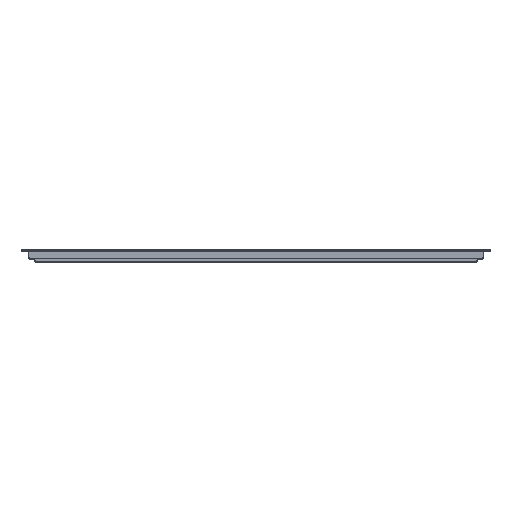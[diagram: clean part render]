
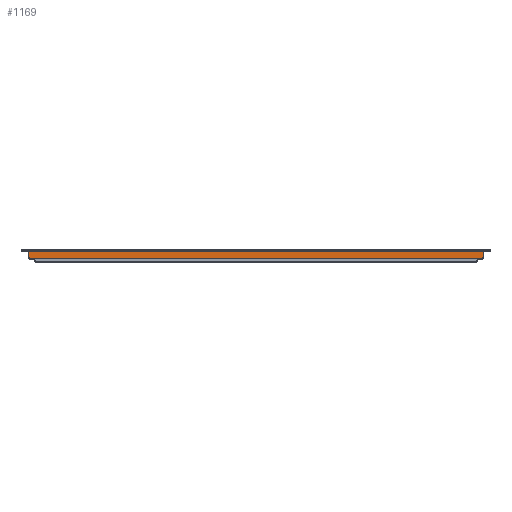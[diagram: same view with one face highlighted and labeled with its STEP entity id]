
A CAD part, top view. The second image highlights one B-rep face of the part: STEP entity #1169.
In plain terms, the highlighted planar face has unit normal (0, 0, 1).
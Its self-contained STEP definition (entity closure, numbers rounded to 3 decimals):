
#9 = DIRECTION ( 'NONE',  ( -1., 0., 0. ) ) ;
#97 = VERTEX_POINT ( 'NONE', #374 ) ;
#124 = AXIS2_PLACEMENT_3D ( 'NONE', #3445, #976, #2086 ) ;
#196 = ORIENTED_EDGE ( 'NONE', *, *, #318, .T. ) ;
#275 = CARTESIAN_POINT ( 'NONE',  ( 0., -3., 47.45 ) ) ;
#295 = VERTEX_POINT ( 'NONE', #1256 ) ;
#318 = EDGE_CURVE ( 'NONE', #295, #1031, #2044, .T. ) ;
#328 = EDGE_LOOP ( 'NONE', ( #612, #2075, #1683, #196, #1950, #1718 ) ) ;
#374 = CARTESIAN_POINT ( 'NONE',  ( -378.25, -10., 47.45 ) ) ;
#430 = DIRECTION ( 'NONE',  ( 0., 0., 1. ) ) ;
#492 = CARTESIAN_POINT ( 'NONE',  ( -378.25, -1.5, 47.45 ) ) ;
#612 = ORIENTED_EDGE ( 'NONE', *, *, #988, .F. ) ;
#663 = VECTOR ( 'NONE', #2616, 1000. ) ;
#676 = DIRECTION ( 'NONE',  ( 0., -1., 0. ) ) ;
#730 = DIRECTION ( 'NONE',  ( -1., 0., 0. ) ) ;
#976 = DIRECTION ( 'NONE',  ( 0., 0., 1. ) ) ;
#988 = EDGE_CURVE ( 'NONE', #97, #3072, #1881, .T. ) ;
#1031 = VERTEX_POINT ( 'NONE', #1981 ) ;
#1169 = ADVANCED_FACE ( 'NONE', ( #2868 ), #3491, .T. ) ;
#1256 = CARTESIAN_POINT ( 'NONE',  ( 373.25, -15., 47.45 ) ) ;
#1415 = AXIS2_PLACEMENT_3D ( 'NONE', #2588, #2378, #1822 ) ;
#1426 = CARTESIAN_POINT ( 'NONE',  ( 378.25, -15., 47.45 ) ) ;
#1560 = CARTESIAN_POINT ( 'NONE',  ( 378.25, -3., 47.45 ) ) ;
#1583 = CARTESIAN_POINT ( 'NONE',  ( -378.25, -3., 47.45 ) ) ;
#1607 = DIRECTION ( 'NONE',  ( 0., 1., 0. ) ) ;
#1683 = ORIENTED_EDGE ( 'NONE', *, *, #2166, .F. ) ;
#1718 = ORIENTED_EDGE ( 'NONE', *, *, #2769, .T. ) ;
#1822 = DIRECTION ( 'NONE',  ( 0., -1., 0. ) ) ;
#1881 = LINE ( 'NONE', #492, #3127 ) ;
#1950 = ORIENTED_EDGE ( 'NONE', *, *, #3229, .F. ) ;
#1981 = CARTESIAN_POINT ( 'NONE',  ( 378.25, -10., 47.45 ) ) ;
#2007 = AXIS2_PLACEMENT_3D ( 'NONE', #2090, #430, #676 ) ;
#2044 = CIRCLE ( 'NONE', #124, 5. ) ;
#2075 = ORIENTED_EDGE ( 'NONE', *, *, #3009, .T. ) ;
#2086 = DIRECTION ( 'NONE',  ( 0., -1., 0. ) ) ;
#2090 = CARTESIAN_POINT ( 'NONE',  ( -373.25, -10., 47.45 ) ) ;
#2166 = EDGE_CURVE ( 'NONE', #295, #2753, #3204, .T. ) ;
#2173 = VERTEX_POINT ( 'NONE', #1560 ) ;
#2378 = DIRECTION ( 'NONE',  ( 0., 0., 1. ) ) ;
#2588 = CARTESIAN_POINT ( 'NONE',  ( 0., 0., 47.45 ) ) ;
#2616 = DIRECTION ( 'NONE',  ( 0., -1., 0. ) ) ;
#2691 = CARTESIAN_POINT ( 'NONE',  ( -373.25, -15., 47.45 ) ) ;
#2749 = LINE ( 'NONE', #275, #3311 ) ;
#2753 = VERTEX_POINT ( 'NONE', #2691 ) ;
#2769 = EDGE_CURVE ( 'NONE', #2173, #3072, #2749, .T. ) ;
#2868 = FACE_OUTER_BOUND ( 'NONE', #328, .T. ) ;
#2896 = VECTOR ( 'NONE', #730, 1000. ) ;
#3009 = EDGE_CURVE ( 'NONE', #97, #2753, #3535, .T. ) ;
#3072 = VERTEX_POINT ( 'NONE', #1583 ) ;
#3127 = VECTOR ( 'NONE', #1607, 1000. ) ;
#3204 = LINE ( 'NONE', #3241, #2896 ) ;
#3229 = EDGE_CURVE ( 'NONE', #2173, #1031, #3320, .T. ) ;
#3241 = CARTESIAN_POINT ( 'NONE',  ( -378.25, -15., 47.45 ) ) ;
#3311 = VECTOR ( 'NONE', #9, 1000. ) ;
#3320 = LINE ( 'NONE', #1426, #663 ) ;
#3445 = CARTESIAN_POINT ( 'NONE',  ( 373.25, -10., 47.45 ) ) ;
#3491 = PLANE ( 'NONE',  #1415 ) ;
#3535 = CIRCLE ( 'NONE', #2007, 5. ) ;
